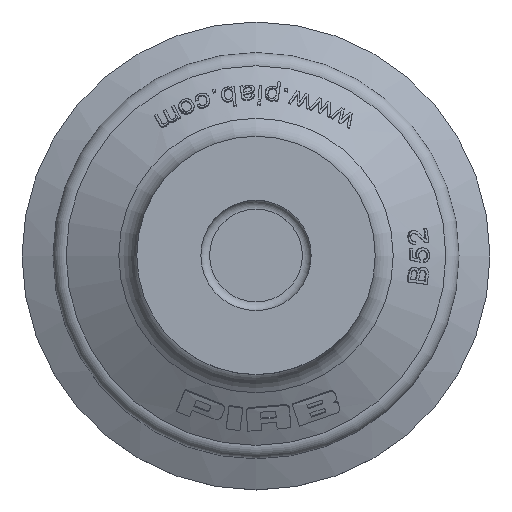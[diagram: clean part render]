
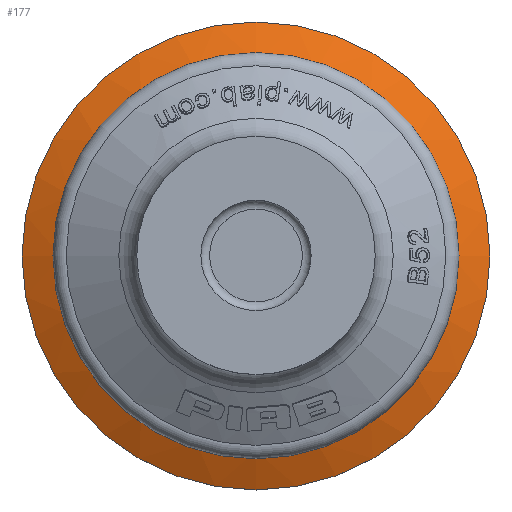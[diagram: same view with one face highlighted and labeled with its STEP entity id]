
A CAD part, top view. The second image highlights one B-rep face of the part: STEP entity #177.
In plain terms, the highlighted conical face has half-angle 64.667 degrees and reference radius 26.5 mm.
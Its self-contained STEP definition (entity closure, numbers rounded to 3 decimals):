
#177 = ADVANCED_FACE( '', ( #673, #674 ), #675, .T. );
#673 = FACE_BOUND( '', #1488, .T. );
#674 = FACE_OUTER_BOUND( '', #1489, .T. );
#675 = CONICAL_SURFACE( '', #1490, 26.5, 1.129 );
#1488 = EDGE_LOOP( '', ( #3209 ) );
#1489 = EDGE_LOOP( '', ( #3210 ) );
#1490 = AXIS2_PLACEMENT_3D( '', #3211, #3212, #3213 );
#3209 = ORIENTED_EDGE( '', *, *, #5456, .T. );
#3210 = ORIENTED_EDGE( '', *, *, #5864, .F. );
#3211 = CARTESIAN_POINT( '', ( 0., 0., -6. ) );
#3212 = DIRECTION( '', ( 0., 0., -1. ) );
#3213 = DIRECTION( '', ( -1., 0., 0. ) );
#5456 = EDGE_CURVE( '', #6410, #6410, #6411, .T. );
#5864 = EDGE_CURVE( '', #7162, #7162, #7163, .T. );
#6410 = VERTEX_POINT( '', #8106 );
#6411 = CIRCLE( '', #8107, 17.644 );
#7162 = VERTEX_POINT( '', #10490 );
#7163 = CIRCLE( '', #10491, 26.5 );
#8106 = CARTESIAN_POINT( '', ( -17.644, 0., -1.808 ) );
#8107 = AXIS2_PLACEMENT_3D( '', #12356, #12357, #12358 );
#10490 = CARTESIAN_POINT( '', ( -26.5, 0., -6. ) );
#10491 = AXIS2_PLACEMENT_3D( '', #12490, #12491, #12492 );
#12356 = CARTESIAN_POINT( '', ( 0., 0., -1.808 ) );
#12357 = DIRECTION( '', ( 0., 0., -1. ) );
#12358 = DIRECTION( '', ( -1., 0., 0. ) );
#12490 = CARTESIAN_POINT( '', ( 0., 0., -6. ) );
#12491 = DIRECTION( '', ( 0., 0., -1. ) );
#12492 = DIRECTION( '', ( -1., 0., 0. ) );
